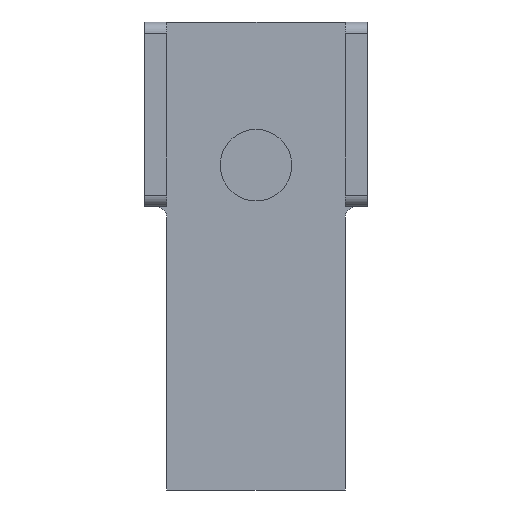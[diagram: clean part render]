
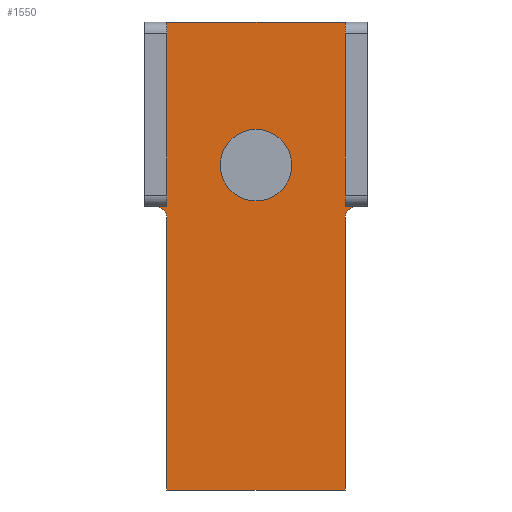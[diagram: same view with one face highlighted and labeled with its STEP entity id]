
A CAD part, front view. The second image highlights one B-rep face of the part: STEP entity #1550.
In plain terms, the highlighted planar face has unit normal (0, -1, 0).
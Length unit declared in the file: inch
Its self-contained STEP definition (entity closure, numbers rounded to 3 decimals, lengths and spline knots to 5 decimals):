
#1 = CARTESIAN_POINT ( 'NONE',  ( -0.8874, -0.46063, -0.81496 ) ) ;
#19 = AXIS2_PLACEMENT_3D ( 'NONE', #1150, #1942, #573 ) ;
#132 = VERTEX_POINT ( 'NONE', #2163 ) ;
#135 = ORIENTED_EDGE ( 'NONE', *, *, #1348, .T. ) ;
#151 = EDGE_CURVE ( 'NONE', #504, #366, #2402, .T. ) ;
#178 = FACE_OUTER_BOUND ( 'NONE', #2394, .T. ) ;
#182 = EDGE_CURVE ( 'NONE', #132, #1847, #1278, .T. ) ;
#223 = VECTOR ( 'NONE', #2380, 39.37008 ) ;
#228 = CARTESIAN_POINT ( 'NONE',  ( 0.7874, -0.46063, 0.81496 ) ) ;
#230 = CARTESIAN_POINT ( 'NONE',  ( -0.7874, -0.46063, 0.81496 ) ) ;
#320 = ORIENTED_EDGE ( 'NONE', *, *, #335, .F. ) ;
#335 = EDGE_CURVE ( 'NONE', #2373, #366, #1365, .T. ) ;
#366 = VERTEX_POINT ( 'NONE', #1426 ) ;
#456 = EDGE_CURVE ( 'NONE', #720, #2512, #823, .T. ) ;
#492 = ORIENTED_EDGE ( 'NONE', *, *, #182, .F. ) ;
#504 = VERTEX_POINT ( 'NONE', #1834 ) ;
#573 = DIRECTION ( 'NONE',  ( 0., 0., 1. ) ) ;
#589 = EDGE_LOOP ( 'NONE', ( #1880, #492 ) ) ;
#604 = DIRECTION ( 'NONE',  ( 0., 0., 1. ) ) ;
#606 = VERTEX_POINT ( 'NONE', #1745 ) ;
#684 = CARTESIAN_POINT ( 'NONE',  ( -0.7874, -0.46063, 2.63944 ) ) ;
#720 = VERTEX_POINT ( 'NONE', #1928 ) ;
#725 = CIRCLE ( 'NONE', #1715, 0.1 ) ;
#738 = DIRECTION ( 'NONE',  ( 0., 0., 1. ) ) ;
#775 = CARTESIAN_POINT ( 'NONE',  ( 0., -0.46063, -0.13407 ) ) ;
#800 = DIRECTION ( 'NONE',  ( 0., 1., 0. ) ) ;
#823 = LINE ( 'NONE', #1821, #1364 ) ;
#975 = PLANE ( 'NONE',  #1018 ) ;
#993 = DIRECTION ( 'NONE',  ( 1., 0., 0. ) ) ;
#1011 = CARTESIAN_POINT ( 'NONE',  ( -0.7874, -0.46063, -0.81496 ) ) ;
#1018 = AXIS2_PLACEMENT_3D ( 'NONE', #1557, #1935, #604 ) ;
#1119 = AXIS2_PLACEMENT_3D ( 'NONE', #1811, #1642, #2417 ) ;
#1126 = DIRECTION ( 'NONE',  ( 0., 0., -1. ) ) ;
#1138 = CARTESIAN_POINT ( 'NONE',  ( 0.7874, -0.46063, -3.3189 ) ) ;
#1150 = CARTESIAN_POINT ( 'NONE',  ( 0., -0.46063, -0.45 ) ) ;
#1166 = EDGE_CURVE ( 'NONE', #2081, #606, #1830, .T. ) ;
#1180 = CARTESIAN_POINT ( 'NONE',  ( 0.8874, -0.46063, -0.91496 ) ) ;
#1183 = FACE_BOUND ( 'NONE', #589, .T. ) ;
#1205 = VECTOR ( 'NONE', #1789, 39.37008 ) ;
#1208 = CARTESIAN_POINT ( 'NONE',  ( -0.7874, -0.46063, -0.81496 ) ) ;
#1215 = VECTOR ( 'NONE', #2073, 39.37008 ) ;
#1231 = ORIENTED_EDGE ( 'NONE', *, *, #1757, .F. ) ;
#1247 = VECTOR ( 'NONE', #2193, 39.37008 ) ;
#1248 = DIRECTION ( 'NONE',  ( 0., 0., -1. ) ) ;
#1278 = CIRCLE ( 'NONE', #19, 0.31593 ) ;
#1348 = EDGE_CURVE ( 'NONE', #1482, #2081, #725, .T. ) ;
#1364 = VECTOR ( 'NONE', #1248, 39.37008 ) ;
#1365 = LINE ( 'NONE', #2173, #223 ) ;
#1380 = LINE ( 'NONE', #1138, #1442 ) ;
#1417 = CARTESIAN_POINT ( 'NONE',  ( -0.7874, -0.46063, -0.91496 ) ) ;
#1426 = CARTESIAN_POINT ( 'NONE',  ( 0.8874, -0.46063, -0.81496 ) ) ;
#1429 = CARTESIAN_POINT ( 'NONE',  ( 0.7874, -0.46063, 2.63944 ) ) ;
#1442 = VECTOR ( 'NONE', #993, 39.37008 ) ;
#1473 = ORIENTED_EDGE ( 'NONE', *, *, #151, .T. ) ;
#1482 = VERTEX_POINT ( 'NONE', #1 ) ;
#1505 = DIRECTION ( 'NONE',  ( 0., 1., 0. ) ) ;
#1528 = EDGE_CURVE ( 'NONE', #1482, #2512, #1793, .T. ) ;
#1550 = ADVANCED_FACE ( 'NONE', ( #1183, #178 ), #975, .F. ) ;
#1557 = CARTESIAN_POINT ( 'NONE',  ( -0.7874, -0.46063, 2.63944 ) ) ;
#1558 = CARTESIAN_POINT ( 'NONE',  ( -0.8874, -0.46063, -0.91496 ) ) ;
#1584 = DIRECTION ( 'NONE',  ( 0., 0., 1. ) ) ;
#1635 = LINE ( 'NONE', #1429, #1205 ) ;
#1642 = DIRECTION ( 'NONE',  ( 0., -1., 0. ) ) ;
#1715 = AXIS2_PLACEMENT_3D ( 'NONE', #1558, #1505, #738 ) ;
#1745 = CARTESIAN_POINT ( 'NONE',  ( -0.7874, -0.46063, -3.3189 ) ) ;
#1757 = EDGE_CURVE ( 'NONE', #2493, #2373, #2095, .T. ) ;
#1789 = DIRECTION ( 'NONE',  ( 0., 0., -1. ) ) ;
#1793 = LINE ( 'NONE', #1011, #1247 ) ;
#1811 = CARTESIAN_POINT ( 'NONE',  ( 0., -0.46063, -0.45 ) ) ;
#1814 = VERTEX_POINT ( 'NONE', #1932 ) ;
#1821 = CARTESIAN_POINT ( 'NONE',  ( -0.7874, -0.46063, 2.63944 ) ) ;
#1822 = VECTOR ( 'NONE', #1126, 39.37008 ) ;
#1825 = ORIENTED_EDGE ( 'NONE', *, *, #2058, .T. ) ;
#1830 = LINE ( 'NONE', #684, #1215 ) ;
#1834 = CARTESIAN_POINT ( 'NONE',  ( 0.7874, -0.46063, -0.91496 ) ) ;
#1847 = VERTEX_POINT ( 'NONE', #775 ) ;
#1879 = ORIENTED_EDGE ( 'NONE', *, *, #2548, .F. ) ;
#1880 = ORIENTED_EDGE ( 'NONE', *, *, #2018, .F. ) ;
#1928 = CARTESIAN_POINT ( 'NONE',  ( -0.7874, -0.46063, 0.81496 ) ) ;
#1932 = CARTESIAN_POINT ( 'NONE',  ( 0.7874, -0.46063, -3.3189 ) ) ;
#1935 = DIRECTION ( 'NONE',  ( 0., 1., 0. ) ) ;
#1937 = ORIENTED_EDGE ( 'NONE', *, *, #1528, .F. ) ;
#1941 = EDGE_CURVE ( 'NONE', #606, #1814, #1380, .T. ) ;
#1942 = DIRECTION ( 'NONE',  ( 0., -1., 0. ) ) ;
#1989 = VECTOR ( 'NONE', #2031, 39.37008 ) ;
#1993 = AXIS2_PLACEMENT_3D ( 'NONE', #1180, #800, #1584 ) ;
#1995 = LINE ( 'NONE', #230, #1989 ) ;
#2018 = EDGE_CURVE ( 'NONE', #1847, #132, #2315, .T. ) ;
#2031 = DIRECTION ( 'NONE',  ( -1., 0., 0. ) ) ;
#2058 = EDGE_CURVE ( 'NONE', #2493, #720, #1995, .T. ) ;
#2073 = DIRECTION ( 'NONE',  ( 0., 0., -1. ) ) ;
#2081 = VERTEX_POINT ( 'NONE', #1417 ) ;
#2095 = LINE ( 'NONE', #2459, #1822 ) ;
#2163 = CARTESIAN_POINT ( 'NONE',  ( 0., -0.46063, -0.76593 ) ) ;
#2173 = CARTESIAN_POINT ( 'NONE',  ( 0.7874, -0.46063, -0.81496 ) ) ;
#2193 = DIRECTION ( 'NONE',  ( 1., 0., 0. ) ) ;
#2247 = ORIENTED_EDGE ( 'NONE', *, *, #1166, .T. ) ;
#2315 = CIRCLE ( 'NONE', #1119, 0.31593 ) ;
#2337 = ORIENTED_EDGE ( 'NONE', *, *, #456, .T. ) ;
#2373 = VERTEX_POINT ( 'NONE', #2547 ) ;
#2380 = DIRECTION ( 'NONE',  ( 1., 0., 0. ) ) ;
#2394 = EDGE_LOOP ( 'NONE', ( #1231, #1825, #2337, #1937, #135, #2247, #2433, #1879, #1473, #320 ) ) ;
#2402 = CIRCLE ( 'NONE', #1993, 0.1 ) ;
#2417 = DIRECTION ( 'NONE',  ( 0., 0., 1. ) ) ;
#2433 = ORIENTED_EDGE ( 'NONE', *, *, #1941, .T. ) ;
#2459 = CARTESIAN_POINT ( 'NONE',  ( 0.7874, -0.46063, 2.63944 ) ) ;
#2493 = VERTEX_POINT ( 'NONE', #228 ) ;
#2512 = VERTEX_POINT ( 'NONE', #1208 ) ;
#2547 = CARTESIAN_POINT ( 'NONE',  ( 0.7874, -0.46063, -0.81496 ) ) ;
#2548 = EDGE_CURVE ( 'NONE', #504, #1814, #1635, .T. ) ;
